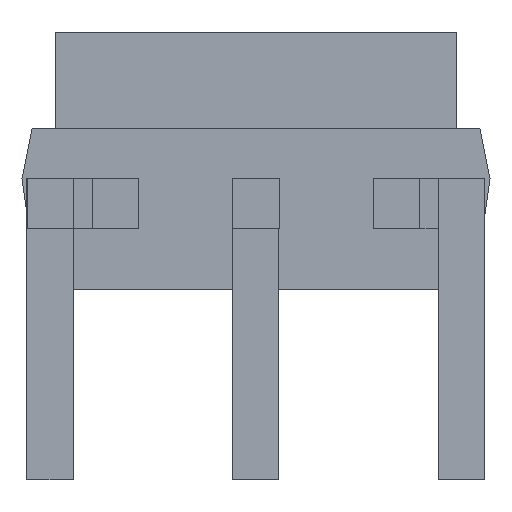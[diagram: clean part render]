
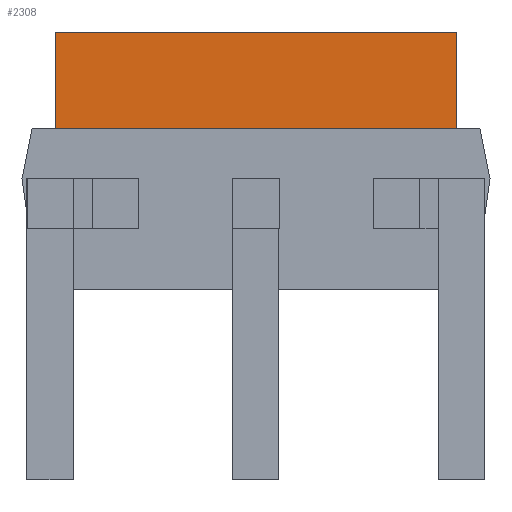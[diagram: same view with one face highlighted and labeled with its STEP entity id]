
A CAD part, front view. The second image highlights one B-rep face of the part: STEP entity #2308.
In plain terms, the highlighted planar face has unit normal (0, -1, 0).
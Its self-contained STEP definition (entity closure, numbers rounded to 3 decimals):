
#1340 = PLANE('',#1341);
#1341 = AXIS2_PLACEMENT_3D('',#1342,#1343,#1344);
#1342 = CARTESIAN_POINT('',(0.023,2.107,0.978));
#1343 = DIRECTION('',(0.,1.,0.));
#1344 = DIRECTION('',(0.,0.,1.));
#1356 = VERTEX_POINT('',#1357);
#1357 = CARTESIAN_POINT('',(2.023,2.107,1.77));
#1431 = VERTEX_POINT('',#1432);
#1432 = CARTESIAN_POINT('',(-1.977,2.107,1.77));
#1469 = PLANE('',#1470);
#1470 = AXIS2_PLACEMENT_3D('',#1471,#1472,#1473);
#1471 = CARTESIAN_POINT('',(-1.977,2.107,1.77));
#1472 = DIRECTION('',(-1.,0.,0.));
#1473 = DIRECTION('',(0.,1.,0.));
#1523 = PLANE('',#1524);
#1524 = AXIS2_PLACEMENT_3D('',#1525,#1526,#1527);
#1525 = CARTESIAN_POINT('',(2.023,3.857,1.77));
#1526 = DIRECTION('',(1.,0.,0.));
#1527 = DIRECTION('',(0.,-1.,0.));
#1724 = EDGE_CURVE('',#1356,#1431,#1725,.T.);
#1725 = SURFACE_CURVE('',#1726,(#1730,#1737),.PCURVE_S1.);
#1726 = LINE('',#1727,#1728);
#1727 = CARTESIAN_POINT('',(2.023,2.107,1.77));
#1728 = VECTOR('',#1729,1.);
#1729 = DIRECTION('',(-1.,0.,0.));
#1730 = PCURVE('',#1340,#1731);
#1731 = DEFINITIONAL_REPRESENTATION('',(#1732),#1736);
#1732 = LINE('',#1733,#1734);
#1733 = CARTESIAN_POINT('',(0.792,2.));
#1734 = VECTOR('',#1735,1.);
#1735 = DIRECTION('',(0.,-1.));
#1736 = ( GEOMETRIC_REPRESENTATION_CONTEXT(2) 
PARAMETRIC_REPRESENTATION_CONTEXT() REPRESENTATION_CONTEXT('2D SPACE',''
  ) );
#1737 = PCURVE('',#1738,#1743);
#1738 = PLANE('',#1739);
#1739 = AXIS2_PLACEMENT_3D('',#1740,#1741,#1742);
#1740 = CARTESIAN_POINT('',(2.023,2.107,1.77));
#1741 = DIRECTION('',(0.,-1.,0.));
#1742 = DIRECTION('',(-1.,0.,0.));
#1743 = DEFINITIONAL_REPRESENTATION('',(#1744),#1748);
#1744 = LINE('',#1745,#1746);
#1745 = CARTESIAN_POINT('',(0.,0.));
#1746 = VECTOR('',#1747,1.);
#1747 = DIRECTION('',(1.,0.));
#1748 = ( GEOMETRIC_REPRESENTATION_CONTEXT(2) 
PARAMETRIC_REPRESENTATION_CONTEXT() REPRESENTATION_CONTEXT('2D SPACE',''
  ) );
#2079 = VERTEX_POINT('',#2080);
#2080 = CARTESIAN_POINT('',(2.023,2.107,2.73));
#2094 = PLANE('',#2095);
#2095 = AXIS2_PLACEMENT_3D('',#2096,#2097,#2098);
#2096 = CARTESIAN_POINT('',(0.023,2.982,2.73));
#2097 = DIRECTION('',(0.,0.,-1.));
#2098 = DIRECTION('',(0.,-1.,0.));
#2106 = EDGE_CURVE('',#1356,#2079,#2107,.T.);
#2107 = SURFACE_CURVE('',#2108,(#2112,#2119),.PCURVE_S1.);
#2108 = LINE('',#2109,#2110);
#2109 = CARTESIAN_POINT('',(2.023,2.107,1.77));
#2110 = VECTOR('',#2111,1.);
#2111 = DIRECTION('',(0.,0.,1.));
#2112 = PCURVE('',#1523,#2113);
#2113 = DEFINITIONAL_REPRESENTATION('',(#2114),#2118);
#2114 = LINE('',#2115,#2116);
#2115 = CARTESIAN_POINT('',(1.75,0.));
#2116 = VECTOR('',#2117,1.);
#2117 = DIRECTION('',(0.,-1.));
#2118 = ( GEOMETRIC_REPRESENTATION_CONTEXT(2) 
PARAMETRIC_REPRESENTATION_CONTEXT() REPRESENTATION_CONTEXT('2D SPACE',''
  ) );
#2119 = PCURVE('',#1738,#2120);
#2120 = DEFINITIONAL_REPRESENTATION('',(#2121),#2125);
#2121 = LINE('',#2122,#2123);
#2122 = CARTESIAN_POINT('',(0.,0.));
#2123 = VECTOR('',#2124,1.);
#2124 = DIRECTION('',(0.,-1.));
#2125 = ( GEOMETRIC_REPRESENTATION_CONTEXT(2) 
PARAMETRIC_REPRESENTATION_CONTEXT() REPRESENTATION_CONTEXT('2D SPACE',''
  ) );
#2207 = EDGE_CURVE('',#1431,#2208,#2210,.T.);
#2208 = VERTEX_POINT('',#2209);
#2209 = CARTESIAN_POINT('',(-1.977,2.107,2.73));
#2210 = SURFACE_CURVE('',#2211,(#2215,#2222),.PCURVE_S1.);
#2211 = LINE('',#2212,#2213);
#2212 = CARTESIAN_POINT('',(-1.977,2.107,1.77));
#2213 = VECTOR('',#2214,1.);
#2214 = DIRECTION('',(0.,0.,1.));
#2215 = PCURVE('',#1469,#2216);
#2216 = DEFINITIONAL_REPRESENTATION('',(#2217),#2221);
#2217 = LINE('',#2218,#2219);
#2218 = CARTESIAN_POINT('',(0.,-0.));
#2219 = VECTOR('',#2220,1.);
#2220 = DIRECTION('',(0.,-1.));
#2221 = ( GEOMETRIC_REPRESENTATION_CONTEXT(2) 
PARAMETRIC_REPRESENTATION_CONTEXT() REPRESENTATION_CONTEXT('2D SPACE',''
  ) );
#2222 = PCURVE('',#1738,#2223);
#2223 = DEFINITIONAL_REPRESENTATION('',(#2224),#2228);
#2224 = LINE('',#2225,#2226);
#2225 = CARTESIAN_POINT('',(4.,0.));
#2226 = VECTOR('',#2227,1.);
#2227 = DIRECTION('',(0.,-1.));
#2228 = ( GEOMETRIC_REPRESENTATION_CONTEXT(2) 
PARAMETRIC_REPRESENTATION_CONTEXT() REPRESENTATION_CONTEXT('2D SPACE',''
  ) );
#2308 = ADVANCED_FACE('',(#2309),#1738,.T.);
#2309 = FACE_BOUND('',#2310,.T.);
#2310 = EDGE_LOOP('',(#2311,#2312,#2333,#2334));
#2311 = ORIENTED_EDGE('',*,*,#2106,.T.);
#2312 = ORIENTED_EDGE('',*,*,#2313,.T.);
#2313 = EDGE_CURVE('',#2079,#2208,#2314,.T.);
#2314 = SURFACE_CURVE('',#2315,(#2319,#2326),.PCURVE_S1.);
#2315 = LINE('',#2316,#2317);
#2316 = CARTESIAN_POINT('',(2.023,2.107,2.73));
#2317 = VECTOR('',#2318,1.);
#2318 = DIRECTION('',(-1.,0.,0.));
#2319 = PCURVE('',#1738,#2320);
#2320 = DEFINITIONAL_REPRESENTATION('',(#2321),#2325);
#2321 = LINE('',#2322,#2323);
#2322 = CARTESIAN_POINT('',(0.,-0.96));
#2323 = VECTOR('',#2324,1.);
#2324 = DIRECTION('',(1.,0.));
#2325 = ( GEOMETRIC_REPRESENTATION_CONTEXT(2) 
PARAMETRIC_REPRESENTATION_CONTEXT() REPRESENTATION_CONTEXT('2D SPACE',''
  ) );
#2326 = PCURVE('',#2094,#2327);
#2327 = DEFINITIONAL_REPRESENTATION('',(#2328),#2332);
#2328 = LINE('',#2329,#2330);
#2329 = CARTESIAN_POINT('',(0.875,-2.));
#2330 = VECTOR('',#2331,1.);
#2331 = DIRECTION('',(0.,1.));
#2332 = ( GEOMETRIC_REPRESENTATION_CONTEXT(2) 
PARAMETRIC_REPRESENTATION_CONTEXT() REPRESENTATION_CONTEXT('2D SPACE',''
  ) );
#2333 = ORIENTED_EDGE('',*,*,#2207,.F.);
#2334 = ORIENTED_EDGE('',*,*,#1724,.F.);
